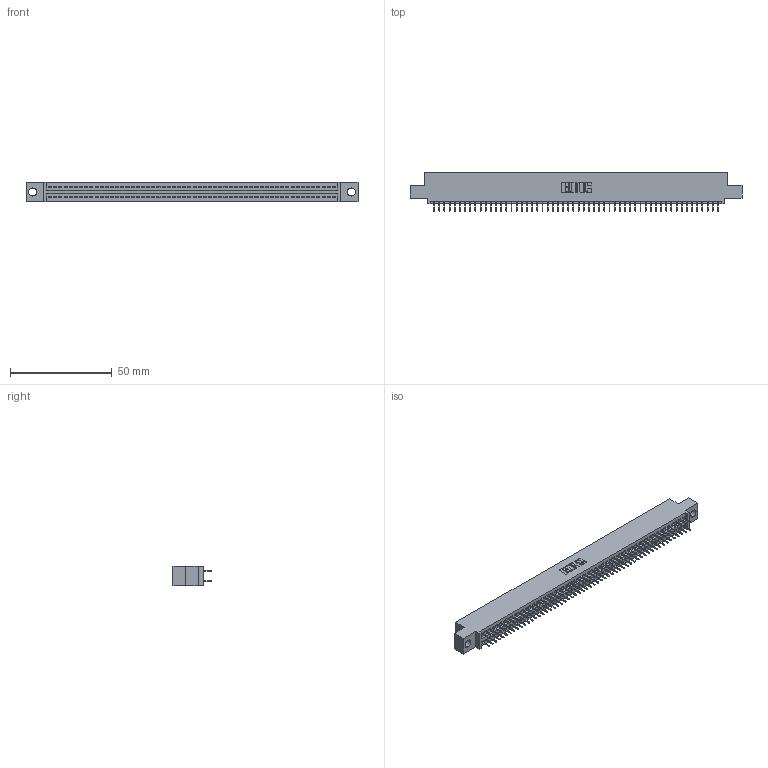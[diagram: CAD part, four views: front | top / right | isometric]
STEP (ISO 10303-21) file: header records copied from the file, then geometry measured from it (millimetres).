
FILE_DESCRIPTION (( 'STEP AP203' ), '1' );
FILE_NAME ('845-112-525-504.STEP', '2020-09-24T07:34:55', ( '' ), ( '' ), 'SwSTEP 2.0', 'SolidWorks 2020', '' );
FILE_SCHEMA (( 'CONFIG_CONTROL_DESIGN' ));
Length unit declared in the file: inch
Products named in the file (3): 345-292-001_345-293-125; 845-112-525-504; 845 Part_0.110 Offset - 0.156 Dia-TH
Assembly tree (113 placements, depth 2):
  845-112-525-504
    845 Part_0.110 Offset - 0.156 Dia-TH
    345-292-001_345-293-125  x112
Bounding box: 163.45 x 18.72 x 9.4 mm (x, y, z)
Volume: 15662 mm3; surface area: 22774.7 mm2
Topology: 113 solids, 113 shells, 6178 faces, 17489 edges, 11210 vertices
Faces by surface type: plane 4452, cylinder 1726
Entity records: 42263 total; most frequent: CARTESIAN_POINT 7072, ORIENTED_EDGE 7006, DIRECTION 6219, EDGE_CURVE 3503, VECTOR 3151, LINE 3151, VERTEX_POINT 2330, AXIS2_PLACEMENT_3D 1534
